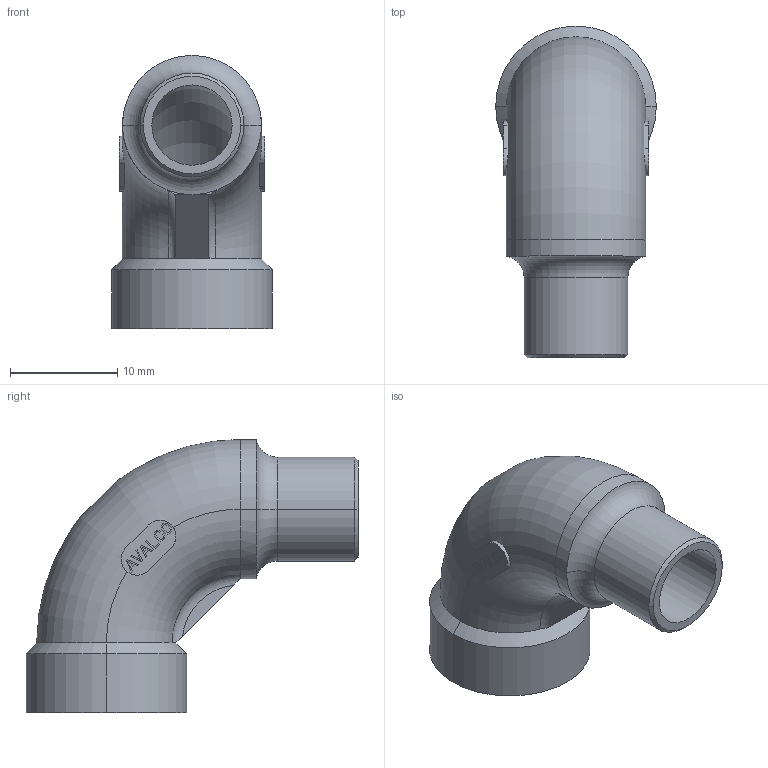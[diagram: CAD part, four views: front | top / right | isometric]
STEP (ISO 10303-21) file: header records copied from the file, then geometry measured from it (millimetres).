
FILE_DESCRIPTION(( 'RX.22.18.18.stp' ), '1');
FILE_NAME( 'RX.22.18.18.stp', '2018-10-10T14:48:57',( 'Sopra'),('sopra-pneumatic.com'), 'SwSTEP 2.0','SolidWorks 2009','' );
FILE_SCHEMA(('CONFIG_CONTROL_DESIGN'));
Length unit declared in the file: millimetre
Products named in the file (1): DS020-R18G18
Bounding box: 15 x 31 x 25.5 mm (x, y, z)
Volume: 2606.5 mm3; surface area: 2661.3 mm2
Topology: 1 solids, 1 shells, 272 faces, 732 edges, 480 vertices
Faces by surface type: plane 239, cylinder 16, torus 11, cone 6
Entity records: 8147 total; most frequent: CARTESIAN_POINT 1518, ORIENTED_EDGE 1464, DIRECTION 1158, EDGE_CURVE 732, VECTOR 656, LINE 656, VERTEX_POINT 480, EDGE_LOOP 292
